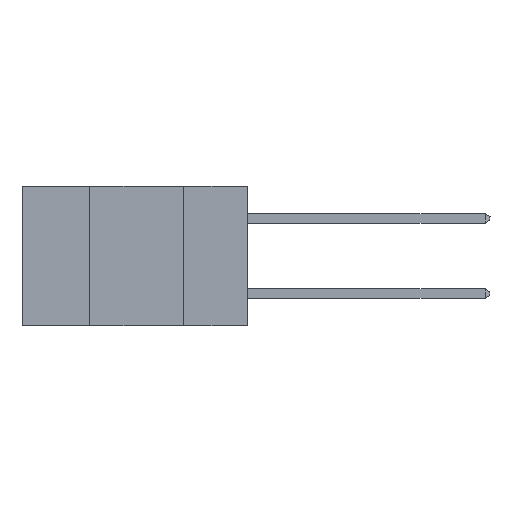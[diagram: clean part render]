
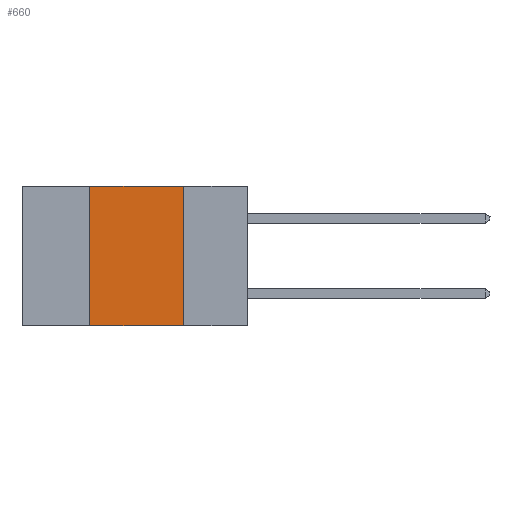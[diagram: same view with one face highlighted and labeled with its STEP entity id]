
A CAD part, left-side view. The second image highlights one B-rep face of the part: STEP entity #660.
In plain terms, the highlighted planar face has unit normal (-1, 0, 0).
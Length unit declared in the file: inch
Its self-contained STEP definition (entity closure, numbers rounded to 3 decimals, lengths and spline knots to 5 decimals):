
#37 = DIRECTION ( 'NONE',  ( 1., 0., 0. ) ) ;
#145 = LINE ( 'NONE', #8763, #1865 ) ;
#317 = AXIS2_PLACEMENT_3D ( 'NONE', #1924, #37, #7125 ) ;
#660 = ADVANCED_FACE ( 'NONE', ( #7007 ), #4344, .F. ) ;
#782 = EDGE_LOOP ( 'NONE', ( #4222, #10733, #9337, #9109 ) ) ;
#1283 = EDGE_CURVE ( 'NONE', #2263, #8825, #5648, .T. ) ;
#1287 = DIRECTION ( 'NONE',  ( 0., -1., 0. ) ) ;
#1398 = LINE ( 'NONE', #8428, #8559 ) ;
#1560 = DIRECTION ( 'NONE',  ( 0., 0., 1. ) ) ;
#1792 = VECTOR ( 'NONE', #1287, 39.37008 ) ;
#1865 = VECTOR ( 'NONE', #4273, 39.37008 ) ;
#1924 = CARTESIAN_POINT ( 'NONE',  ( 0., 0.6, 0. ) ) ;
#2118 = CARTESIAN_POINT ( 'NONE',  ( 0., 0.17, -0.37 ) ) ;
#2263 = VERTEX_POINT ( 'NONE', #8548 ) ;
#2509 = CARTESIAN_POINT ( 'NONE',  ( 0., 0.17, 0. ) ) ;
#2765 = EDGE_CURVE ( 'NONE', #2263, #7140, #1398, .T. ) ;
#4222 = ORIENTED_EDGE ( 'NONE', *, *, #6436, .F. ) ;
#4273 = DIRECTION ( 'NONE',  ( 0., -1., 0. ) ) ;
#4344 = PLANE ( 'NONE',  #317 ) ;
#4603 = DIRECTION ( 'NONE',  ( 0., 0., -1. ) ) ;
#4776 = VERTEX_POINT ( 'NONE', #2509 ) ;
#5648 = LINE ( 'NONE', #9101, #1792 ) ;
#5997 = EDGE_CURVE ( 'NONE', #7140, #4776, #145, .T. ) ;
#6290 = LINE ( 'NONE', #2118, #6625 ) ;
#6436 = EDGE_CURVE ( 'NONE', #4776, #8825, #6290, .T. ) ;
#6625 = VECTOR ( 'NONE', #4603, 39.37008 ) ;
#6779 = CARTESIAN_POINT ( 'NONE',  ( 0., 0.42, 0. ) ) ;
#7007 = FACE_OUTER_BOUND ( 'NONE', #782, .T. ) ;
#7125 = DIRECTION ( 'NONE',  ( 0., 0., -1. ) ) ;
#7140 = VERTEX_POINT ( 'NONE', #6779 ) ;
#7467 = CARTESIAN_POINT ( 'NONE',  ( 0., 0.17, -0.37 ) ) ;
#8428 = CARTESIAN_POINT ( 'NONE',  ( 0., 0.42, -0.37 ) ) ;
#8548 = CARTESIAN_POINT ( 'NONE',  ( 0., 0.42, -0.37 ) ) ;
#8559 = VECTOR ( 'NONE', #1560, 39.37008 ) ;
#8763 = CARTESIAN_POINT ( 'NONE',  ( 0., 0.6, 0. ) ) ;
#8825 = VERTEX_POINT ( 'NONE', #7467 ) ;
#9101 = CARTESIAN_POINT ( 'NONE',  ( 0., 0.6, -0.37 ) ) ;
#9109 = ORIENTED_EDGE ( 'NONE', *, *, #1283, .T. ) ;
#9337 = ORIENTED_EDGE ( 'NONE', *, *, #2765, .F. ) ;
#10733 = ORIENTED_EDGE ( 'NONE', *, *, #5997, .F. ) ;
